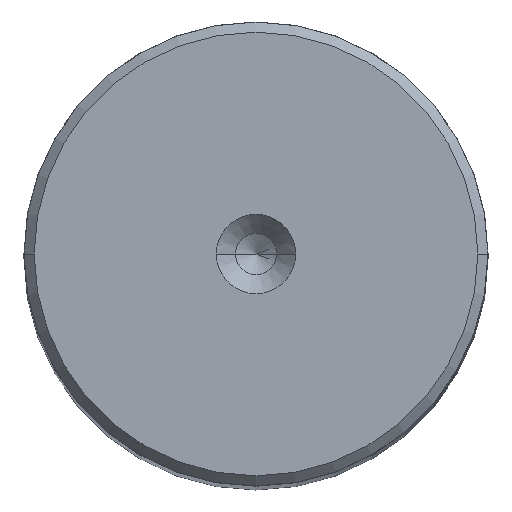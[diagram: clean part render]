
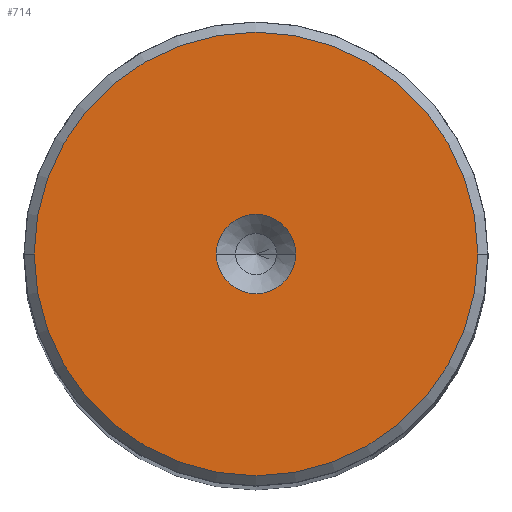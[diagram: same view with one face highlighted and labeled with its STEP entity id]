
A CAD part, top view. The second image highlights one B-rep face of the part: STEP entity #714.
In plain terms, the highlighted planar face has unit normal (0, 0, 1).
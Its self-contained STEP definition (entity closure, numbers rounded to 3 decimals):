
#67 = CARTESIAN_POINT ( 'NONE',  ( -21.514, 0., 220. ) ) ;
#101 = DIRECTION ( 'NONE',  ( 1., 0., 0. ) ) ;
#210 = VERTEX_POINT ( 'NONE', #67 ) ;
#282 = AXIS2_PLACEMENT_3D ( 'NONE', #2715, #790, #1453 ) ;
#299 = PLANE ( 'NONE',  #745 ) ;
#314 = ORIENTED_EDGE ( 'NONE', *, *, #2453, .F. ) ;
#373 = ORIENTED_EDGE ( 'NONE', *, *, #1604, .T. ) ;
#456 = EDGE_LOOP ( 'NONE', ( #679, #314 ) ) ;
#529 = CARTESIAN_POINT ( 'NONE',  ( 0., 0., 220. ) ) ;
#581 = DIRECTION ( 'NONE',  ( 0., 0., 1. ) ) ;
#653 = CIRCLE ( 'NONE', #2581, 21.514 ) ;
#679 = ORIENTED_EDGE ( 'NONE', *, *, #1765, .F. ) ;
#714 = ADVANCED_FACE ( 'NONE', ( #1583, #956 ), #299, .T. ) ;
#724 = ORIENTED_EDGE ( 'NONE', *, *, #2111, .T. ) ;
#745 = AXIS2_PLACEMENT_3D ( 'NONE', #529, #2191, #101 ) ;
#756 = DIRECTION ( 'NONE',  ( 1., 0., 0. ) ) ;
#790 = DIRECTION ( 'NONE',  ( 0., 0., 1. ) ) ;
#819 = CIRCLE ( 'NONE', #282, 21.514 ) ;
#842 = DIRECTION ( 'NONE',  ( 1., 0., 0. ) ) ;
#860 = CARTESIAN_POINT ( 'NONE',  ( 3.85, 0., 220. ) ) ;
#871 = CARTESIAN_POINT ( 'NONE',  ( 0., 0., 220. ) ) ;
#956 = FACE_OUTER_BOUND ( 'NONE', #1497, .T. ) ;
#1063 = CARTESIAN_POINT ( 'NONE',  ( 21.514, 0., 220. ) ) ;
#1161 = DIRECTION ( 'NONE',  ( 0., 0., 1. ) ) ;
#1453 = DIRECTION ( 'NONE',  ( 1., 0., 0. ) ) ;
#1487 = CIRCLE ( 'NONE', #1799, 3.85 ) ;
#1497 = EDGE_LOOP ( 'NONE', ( #373, #724 ) ) ;
#1537 = DIRECTION ( 'NONE',  ( 1., 0., 0. ) ) ;
#1583 = FACE_BOUND ( 'NONE', #456, .T. ) ;
#1604 = EDGE_CURVE ( 'NONE', #210, #2283, #653, .T. ) ;
#1606 = VERTEX_POINT ( 'NONE', #2193 ) ;
#1634 = AXIS2_PLACEMENT_3D ( 'NONE', #1843, #581, #842 ) ;
#1739 = CARTESIAN_POINT ( 'NONE',  ( 0., 0., 220. ) ) ;
#1765 = EDGE_CURVE ( 'NONE', #2268, #1606, #2010, .T. ) ;
#1799 = AXIS2_PLACEMENT_3D ( 'NONE', #871, #2156, #1537 ) ;
#1843 = CARTESIAN_POINT ( 'NONE',  ( 0., 0., 220. ) ) ;
#2010 = CIRCLE ( 'NONE', #1634, 3.85 ) ;
#2111 = EDGE_CURVE ( 'NONE', #2283, #210, #819, .T. ) ;
#2156 = DIRECTION ( 'NONE',  ( 0., 0., 1. ) ) ;
#2191 = DIRECTION ( 'NONE',  ( 0., 0., 1. ) ) ;
#2193 = CARTESIAN_POINT ( 'NONE',  ( -3.85, 0., 220. ) ) ;
#2268 = VERTEX_POINT ( 'NONE', #860 ) ;
#2283 = VERTEX_POINT ( 'NONE', #1063 ) ;
#2453 = EDGE_CURVE ( 'NONE', #1606, #2268, #1487, .T. ) ;
#2581 = AXIS2_PLACEMENT_3D ( 'NONE', #1739, #1161, #756 ) ;
#2715 = CARTESIAN_POINT ( 'NONE',  ( 0., 0., 220. ) ) ;
